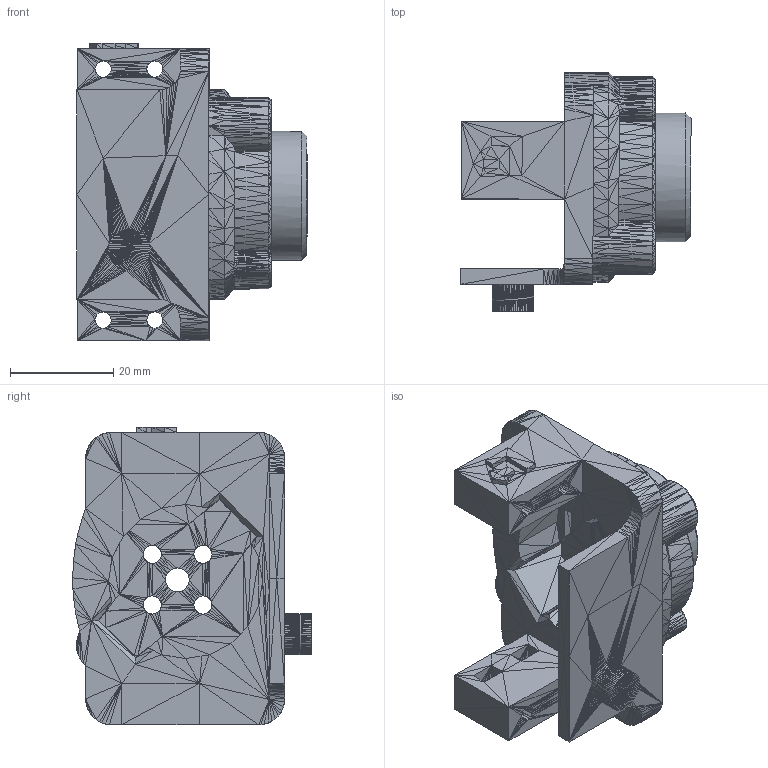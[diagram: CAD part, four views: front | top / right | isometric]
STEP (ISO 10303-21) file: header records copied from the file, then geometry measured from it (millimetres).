
FILE_DESCRIPTION(/* description */ (''),/* implementation_level */ '2;1');
FILE_NAME(/* name */ 'SM3_Frame_LeftCoax_EricNinjaMod.step',/* time_stamp */ '2021-09-11T17:14:15+10:00',/* author */ (''),/* organization */ (''),/* preprocessor_version */ 'ST-DEVELOPER v18.1',/* originating_system */ 'Autodesk Translation Framework v10.10.0.1391',/* authorisation */ '');
FILE_SCHEMA (('AUTOMOTIVE_DESIGN { 1 0 10303 214 3 1 1 }'));
Products named in the file (1): SM3_Frame_LeftCoax_MOD_for_shoulder_support
Bounding box: 44.47 x 46.13 x 57.5 mm (x, y, z)
Volume: 26793.1 mm3; surface area: 15506 mm2
Topology: 1 solids, 1 shells, 3214 faces, 5164 edges, 1920 vertices
Faces by surface type: plane 3201, cylinder 12, cone 1
Full cylindrical faces by diameter (mm): 3.506 x8, 4.605 x2, 20.5 x1, 24.9 x1
Entity records: 66205 total; most frequent: DIRECTION 12029, ORIENTED_EDGE 10328, CARTESIAN_POINT 10299, EDGE_CURVE 5164, LINE 4729, VECTOR 4729, AXIS2_PLACEMENT_3D 3650, EDGE_LOOP 3225
